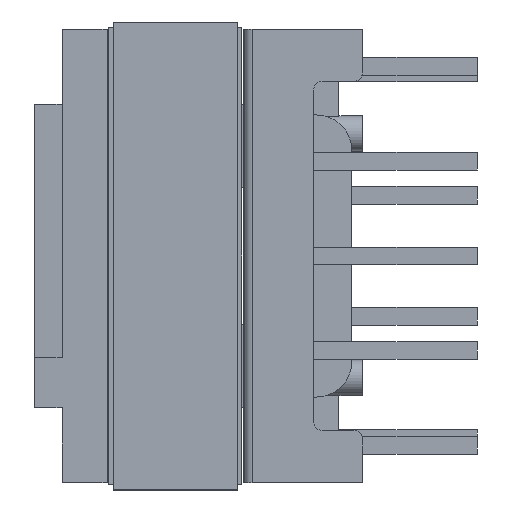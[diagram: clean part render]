
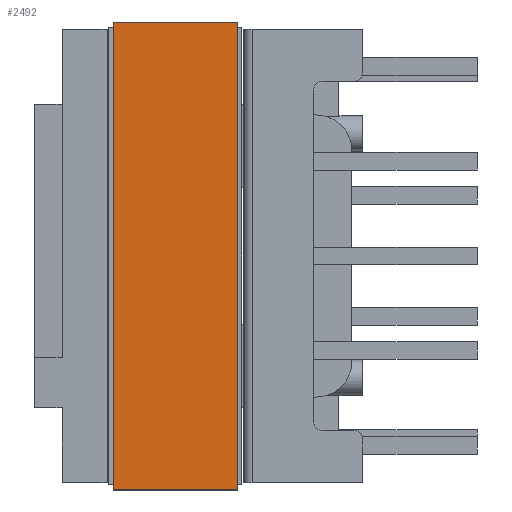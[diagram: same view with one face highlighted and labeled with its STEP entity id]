
A CAD part, left-side view. The second image highlights one B-rep face of the part: STEP entity #2492.
In plain terms, the highlighted planar face has unit normal (-1, 0, 0).
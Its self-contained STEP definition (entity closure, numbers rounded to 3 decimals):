
#473 = CARTESIAN_POINT ( 'NONE',  ( -0.16, 0.16, -3.56 ) ) ;
#661 = EDGE_CURVE ( 'NONE', #3610, #2838, #1036, .T. ) ;
#875 = VERTEX_POINT ( 'NONE', #3359 ) ;
#1036 = LINE ( 'NONE', #4856, #5735 ) ;
#1091 = CARTESIAN_POINT ( 'NONE',  ( -0.16, 0.16, 0. ) ) ;
#1185 = ORIENTED_EDGE ( 'NONE', *, *, #661, .T. ) ;
#1576 = DIRECTION ( 'NONE',  ( 0., 0., 1. ) ) ;
#1731 = VERTEX_POINT ( 'NONE', #1091 ) ;
#1988 = DIRECTION ( 'NONE',  ( -1., 0., 0. ) ) ;
#2125 = EDGE_LOOP ( 'NONE', ( #5807, #4646, #7201, #1185 ) ) ;
#2426 = PLANE ( 'NONE',  #3002 ) ;
#2492 = ADVANCED_FACE ( 'NONE', ( #7109 ), #2426, .T. ) ;
#2507 = CARTESIAN_POINT ( 'NONE',  ( -0.16, -13.26, 0. ) ) ;
#2713 = EDGE_CURVE ( 'NONE', #875, #3610, #4196, .T. ) ;
#2736 = LINE ( 'NONE', #473, #5850 ) ;
#2838 = VERTEX_POINT ( 'NONE', #2507 ) ;
#2948 = CARTESIAN_POINT ( 'NONE',  ( -0.16, -13.26, -3.56 ) ) ;
#3002 = AXIS2_PLACEMENT_3D ( 'NONE', #5408, #1988, #4842 ) ;
#3180 = CARTESIAN_POINT ( 'NONE',  ( -0.16, -13.26, 0. ) ) ;
#3359 = CARTESIAN_POINT ( 'NONE',  ( -0.16, 0.16, -3.56 ) ) ;
#3610 = VERTEX_POINT ( 'NONE', #6409 ) ;
#4081 = DIRECTION ( 'NONE',  ( 0., -1., 0. ) ) ;
#4196 = LINE ( 'NONE', #2948, #6824 ) ;
#4455 = LINE ( 'NONE', #3180, #4886 ) ;
#4646 = ORIENTED_EDGE ( 'NONE', *, *, #5797, .F. ) ;
#4842 = DIRECTION ( 'NONE',  ( 0., -1., 0. ) ) ;
#4856 = CARTESIAN_POINT ( 'NONE',  ( -0.16, -13.26, -3.56 ) ) ;
#4867 = DIRECTION ( 'NONE',  ( 0., -1., 0. ) ) ;
#4886 = VECTOR ( 'NONE', #4867, 1000. ) ;
#5183 = EDGE_CURVE ( 'NONE', #1731, #2838, #4455, .T. ) ;
#5408 = CARTESIAN_POINT ( 'NONE',  ( -0.16, -13.26, -3.56 ) ) ;
#5735 = VECTOR ( 'NONE', #5988, 1000. ) ;
#5797 = EDGE_CURVE ( 'NONE', #875, #1731, #2736, .T. ) ;
#5807 = ORIENTED_EDGE ( 'NONE', *, *, #5183, .F. ) ;
#5850 = VECTOR ( 'NONE', #1576, 1000. ) ;
#5988 = DIRECTION ( 'NONE',  ( 0., 0., 1. ) ) ;
#6409 = CARTESIAN_POINT ( 'NONE',  ( -0.16, -13.26, -3.56 ) ) ;
#6824 = VECTOR ( 'NONE', #4081, 1000. ) ;
#7109 = FACE_OUTER_BOUND ( 'NONE', #2125, .T. ) ;
#7201 = ORIENTED_EDGE ( 'NONE', *, *, #2713, .T. ) ;
